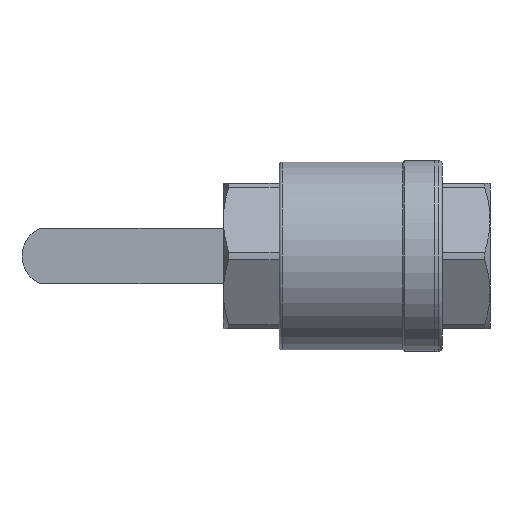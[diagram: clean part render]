
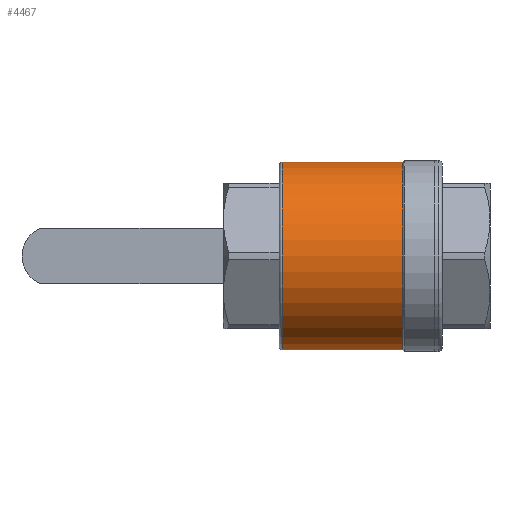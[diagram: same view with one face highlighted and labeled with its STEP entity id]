
A CAD part, front view. The second image highlights one B-rep face of the part: STEP entity #4467.
In plain terms, the highlighted cylindrical face has radius 64.15 mm (diameter 128.3 mm), a partial arc.
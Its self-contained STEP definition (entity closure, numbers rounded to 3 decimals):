
#3026=CARTESIAN_POINT('',(122.4,0.,0.));
#3027=DIRECTION('',(1.,0.,0.));
#3028=DIRECTION('',(0.,0.,1.));
#3029=AXIS2_PLACEMENT_3D('',#3026,#3027,#3028);
#3045=DIRECTION('',(1.,0.,0.));
#3046=VECTOR('',#3045,82.4);
#3047=CARTESIAN_POINT('',(40.,0.,64.15));
#3048=LINE('',#3047,#3046);
#3110=DIRECTION('',(1.,0.,0.));
#3111=VECTOR('',#3110,82.4);
#3112=CARTESIAN_POINT('',(40.,0.,-64.15));
#3113=LINE('',#3112,#3111);
#3119=CARTESIAN_POINT('',(40.,0.,0.));
#3120=DIRECTION('',(-1.,0.,0.));
#3121=DIRECTION('',(0.,0.,-1.));
#3122=AXIS2_PLACEMENT_3D('',#3119,#3120,#3121);
#3866=CARTESIAN_POINT('',(40.,0.,-64.15));
#3867=CARTESIAN_POINT('',(40.,0.,64.15));
#3868=VERTEX_POINT('',#3866);
#3869=VERTEX_POINT('',#3867);
#3974=CARTESIAN_POINT('',(122.4,0.,64.15));
#3975=CARTESIAN_POINT('',(122.4,0.,-64.15));
#3976=VERTEX_POINT('',#3974);
#3977=VERTEX_POINT('',#3975);
#4455=CARTESIAN_POINT('',(0.,0.,0.));
#4456=DIRECTION('',(-1.,0.,0.));
#4457=DIRECTION('',(0.,0.,1.));
#4458=AXIS2_PLACEMENT_3D('',#4455,#4456,#4457);
#4459=CYLINDRICAL_SURFACE('',#4458,64.15);
#4460=ORIENTED_EDGE('',*,*,#4444,.F.);
#4462=ORIENTED_EDGE('',*,*,#4461,.T.);
#4463=ORIENTED_EDGE('',*,*,#4440,.T.);
#4464=ORIENTED_EDGE('',*,*,#4416,.T.);
#4465=EDGE_LOOP('',(#4460,#4462,#4463,#4464));
#4466=FACE_OUTER_BOUND('',#4465,.F.);
#4467=ADVANCED_FACE('',(#4466),#4459,.T.);
#3030=CIRCLE('',#3029,64.15);
#3123=CIRCLE('',#3122,64.15);
#4416=EDGE_CURVE('',#3976,#3977,#3030,.T.);
#4440=EDGE_CURVE('',#3869,#3976,#3048,.T.);
#4444=EDGE_CURVE('',#3868,#3977,#3113,.T.);
#4461=EDGE_CURVE('',#3868,#3869,#3123,.T.);
